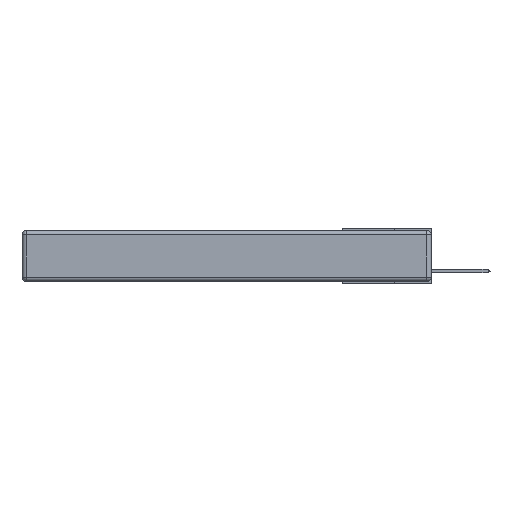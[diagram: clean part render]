
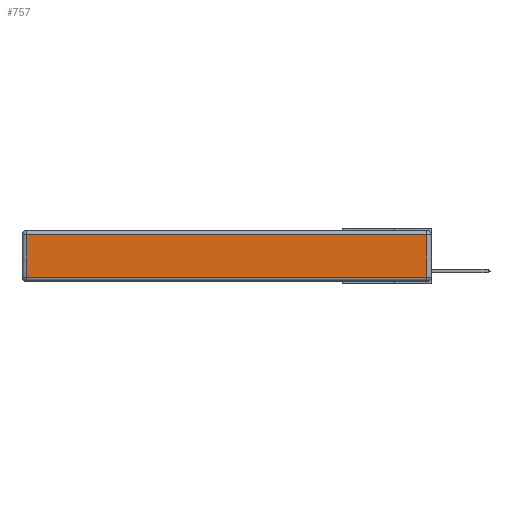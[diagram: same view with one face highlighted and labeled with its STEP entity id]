
A CAD part, left-side view. The second image highlights one B-rep face of the part: STEP entity #757.
In plain terms, the highlighted planar face has unit normal (-1, 0, 0).
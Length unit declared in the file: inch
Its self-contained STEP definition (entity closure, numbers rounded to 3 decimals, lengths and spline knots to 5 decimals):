
#354 = ORIENTED_EDGE ( 'NONE', *, *, #3533, .T. ) ;
#757 = ADVANCED_FACE ( 'NONE', ( #11650 ), #3864, .T. ) ;
#1033 = ORIENTED_EDGE ( 'NONE', *, *, #6500, .T. ) ;
#1241 = LINE ( 'NONE', #7806, #2896 ) ;
#1809 = CARTESIAN_POINT ( 'NONE',  ( 0., 0., -0.343 ) ) ;
#1843 = LINE ( 'NONE', #3444, #11538 ) ;
#2403 = VECTOR ( 'NONE', #4714, 39.37008 ) ;
#2606 = VECTOR ( 'NONE', #6331, 39.37008 ) ;
#2607 = ORIENTED_EDGE ( 'NONE', *, *, #5128, .T. ) ;
#2896 = VECTOR ( 'NONE', #10616, 39.37008 ) ;
#2988 = EDGE_LOOP ( 'NONE', ( #5272, #354, #2607, #1033 ) ) ;
#3310 = LINE ( 'NONE', #9551, #2403 ) ;
#3397 = CARTESIAN_POINT ( 'NONE',  ( 0., 2.72, -0.313 ) ) ;
#3444 = CARTESIAN_POINT ( 'NONE',  ( 0., 2.75, -0.03 ) ) ;
#3533 = EDGE_CURVE ( 'NONE', #8502, #5023, #7122, .T. ) ;
#3864 = PLANE ( 'NONE',  #5066 ) ;
#4037 = DIRECTION ( 'NONE',  ( 0., 0., 1. ) ) ;
#4714 = DIRECTION ( 'NONE',  ( 0., 0., -1. ) ) ;
#5023 = VERTEX_POINT ( 'NONE', #10542 ) ;
#5066 = AXIS2_PLACEMENT_3D ( 'NONE', #1809, #11511, #4037 ) ;
#5128 = EDGE_CURVE ( 'NONE', #5023, #11022, #1843, .T. ) ;
#5272 = ORIENTED_EDGE ( 'NONE', *, *, #10817, .T. ) ;
#6331 = DIRECTION ( 'NONE',  ( 0., 0., 1. ) ) ;
#6500 = EDGE_CURVE ( 'NONE', #11022, #12150, #3310, .T. ) ;
#7122 = LINE ( 'NONE', #9086, #2606 ) ;
#7806 = CARTESIAN_POINT ( 'NONE',  ( 0., 0., -0.313 ) ) ;
#8307 = DIRECTION ( 'NONE',  ( 0., 1., 0. ) ) ;
#8342 = CARTESIAN_POINT ( 'NONE',  ( 0., 2.72, -0.03 ) ) ;
#8502 = VERTEX_POINT ( 'NONE', #12133 ) ;
#9086 = CARTESIAN_POINT ( 'NONE',  ( 0., 0.03, -0.343 ) ) ;
#9551 = CARTESIAN_POINT ( 'NONE',  ( 0., 2.72, -0.343 ) ) ;
#10542 = CARTESIAN_POINT ( 'NONE',  ( 0., 0.03, -0.03 ) ) ;
#10616 = DIRECTION ( 'NONE',  ( 0., -1., 0. ) ) ;
#10817 = EDGE_CURVE ( 'NONE', #12150, #8502, #1241, .T. ) ;
#11022 = VERTEX_POINT ( 'NONE', #8342 ) ;
#11511 = DIRECTION ( 'NONE',  ( -1., 0., 0. ) ) ;
#11538 = VECTOR ( 'NONE', #8307, 39.37008 ) ;
#11650 = FACE_OUTER_BOUND ( 'NONE', #2988, .T. ) ;
#12133 = CARTESIAN_POINT ( 'NONE',  ( 0., 0.03, -0.313 ) ) ;
#12150 = VERTEX_POINT ( 'NONE', #3397 ) ;
